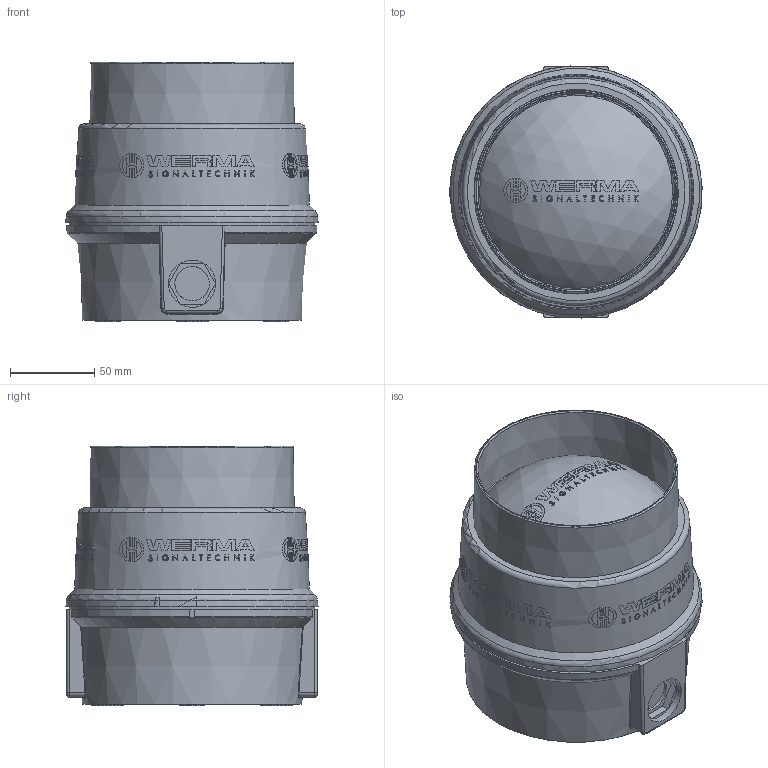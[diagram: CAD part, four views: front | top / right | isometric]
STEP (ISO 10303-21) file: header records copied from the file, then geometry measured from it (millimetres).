
FILE_DESCRIPTION(/* description */ ('Customer part'),/* implementation_level */ '2;1');
FILE_NAME(/* name */ '800000009787_PRT_000.step',/* time_stamp */ '2018-07-16T18:13:20+02:00',/* author */ ('IMPORT'),/* organization */ ('WERMA Signaltechnik GmbH+Co.KG'),/* preprocessor_version */ 'ST-DEVELOPER v17',/* originating_system */ 'Autodesk Inventor 2018',/* authorisation */ 'public');
FILE_SCHEMA (('AUTOMOTIVE_DESIGN { 1 0 10303 214 3 1 1 }'));
Length unit declared in the file: millimetre
Products named in the file (1): 800000009787
Bounding box: 149.97 x 149.85 x 154.4 mm (x, y, z)
Volume: 1923842.7 mm3; surface area: 120490.3 mm2
Topology: 1 solids, 125 shells, 1816 faces, 4274 edges, 2841 vertices
Faces by surface type: plane 1186, cone 234, cylinder 228, torus 131, sphere 25, bspline 12
Full cylindrical faces by diameter (mm): 6 x1, 15 x2, 16 x1, 19 x2, 20.5 x2, 28.059 x2, 145.9 x1
Entity records: 58456 total; most frequent: CARTESIAN_POINT 17969, ORIENTED_EDGE 8548, DIRECTION 8251, EDGE_CURVE 4274, AXIS2_PLACEMENT_3D 3305, VERTEX_POINT 2841, EDGE_LOOP 1949, FACE_OUTER_BOUND 1816
